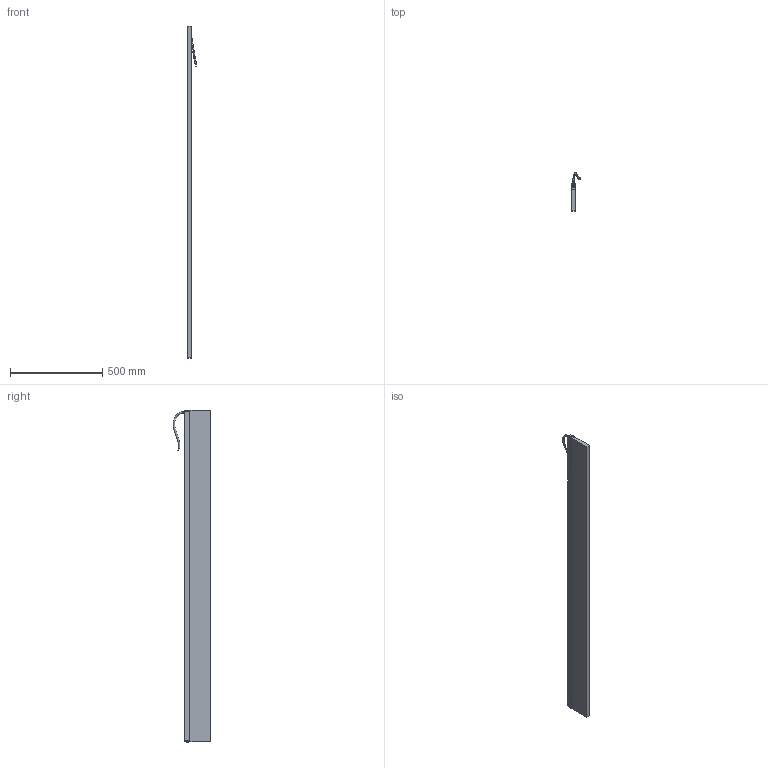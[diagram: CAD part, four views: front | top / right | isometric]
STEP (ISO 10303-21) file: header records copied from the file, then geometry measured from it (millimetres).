
FILE_DESCRIPTION (( 'STEP AP214' ), '1' );
FILE_NAME ('LIYOSA narrow.STEP', '2019-07-10T03:59:04', ( '' ), ( '' ), 'SwSTEP 2.0', 'SolidWorks 2018', '' );
FILE_SCHEMA (( 'AUTOMOTIVE_DESIGN' ));
Length unit declared in the file: millimetre
Products named in the file (9): DARPOSH 12PD601003-06-1; CABLE 8mm 12PD601003-07-1; SCREW M3 12PD601003-08-1; VASHER DARPOSH 12PD601003-04-1; wire galand 12PD601003-05-1; LIYOSA narrow; LED 12PD601003-03-1; DIFFUSER 12PD601003-02-1; PROFILE 12PD601003-01-1
Assembly tree (13 placements, depth 2):
  LIYOSA narrow
    PROFILE 12PD601003-01-1
    LED 12PD601003-03-1
    wire galand 12PD601003-05-1
    DIFFUSER 12PD601003-02-1
    VASHER DARPOSH 12PD601003-04-1  x2
    DARPOSH 12PD601003-06-1  x2
    CABLE 8mm 12PD601003-07-1
    SCREW M3 12PD601003-08-1  x4
Bounding box: 49.14 x 205.25 x 1804 mm (x, y, z)
Volume: 4690332.6 mm3; surface area: 972786.8 mm2
Topology: 13 solids, 13 shells, 1278 faces, 3306 edges, 2190 vertices
Faces by surface type: plane 811, cylinder 435, cone 18, bspline 14
Entity records: 39368 total; most frequent: CARTESIAN_POINT 9904, ORIENTED_EDGE 4550, DIRECTION 4138, EDGE_CURVE 2275, VECTOR 1944, LINE 1944, VERTEX_POINT 1513, AXIS2_PLACEMENT_3D 1097
